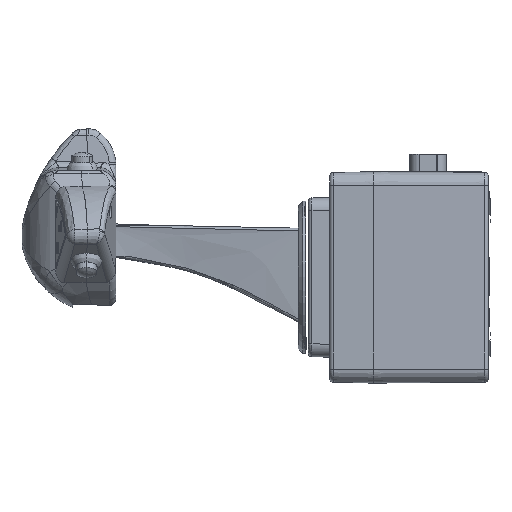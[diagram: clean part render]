
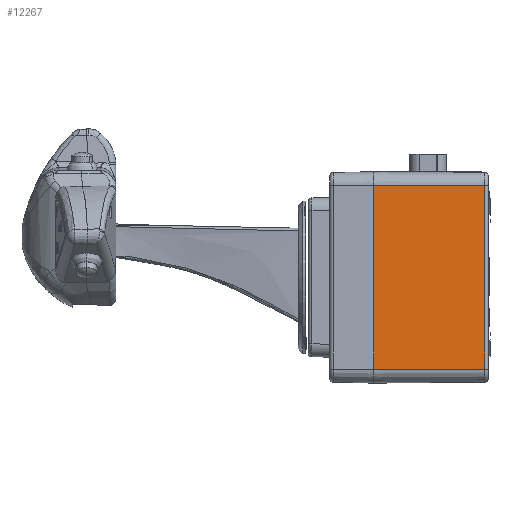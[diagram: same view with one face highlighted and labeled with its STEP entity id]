
A CAD part, left-side view. The second image highlights one B-rep face of the part: STEP entity #12267.
In plain terms, the highlighted planar face has unit normal (-1, -0.008, 0).
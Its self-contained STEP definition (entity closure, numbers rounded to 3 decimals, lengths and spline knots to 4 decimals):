
#6263=DIRECTION('',(0.,0.,-1.));
#6264=VECTOR('',#6263,4.0946);
#6265=CARTESIAN_POINT('',(-2.3818,-2.4809,2.0473));
#6266=LINE('',#6265,#6264);
#7050=DIRECTION('',(-0.008,1.,0.));
#7051=VECTOR('',#7050,2.481);
#7052=CARTESIAN_POINT('',(-2.3818,-2.4809,-2.0473));
#7053=LINE('',#7052,#7051);
#7054=DIRECTION('',(0.,0.,1.));
#7055=VECTOR('',#7054,4.0946);
#7056=CARTESIAN_POINT('',(-2.4016,0.,-2.0473));
#7057=LINE('',#7056,#7055);
#7058=DIRECTION('',(0.008,-1.,0.));
#7059=VECTOR('',#7058,2.481);
#7060=CARTESIAN_POINT('',(-2.4016,0.,2.0473));
#7061=LINE('',#7060,#7059);
#8448=CARTESIAN_POINT('',(-2.3818,-2.4809,-2.0473));
#8449=VERTEX_POINT('',#8448);
#8456=CARTESIAN_POINT('',(-2.3818,-2.4809,2.0473));
#8457=VERTEX_POINT('',#8456);
#8628=CARTESIAN_POINT('',(-2.4016,0.,-2.0473));
#8629=VERTEX_POINT('',#8628);
#8630=CARTESIAN_POINT('',(-2.4016,0.,2.0473));
#8631=VERTEX_POINT('',#8630);
#12254=CARTESIAN_POINT('',(-2.4016,0.,-2.0473));
#12255=DIRECTION('',(-1.,-0.008,0.));
#12256=DIRECTION('',(0.,0.,-1.));
#12257=AXIS2_PLACEMENT_3D('',#12254,#12255,#12256);
#12258=PLANE('',#12257);
#12259=ORIENTED_EDGE('',*,*,#11454,.T.);
#12260=ORIENTED_EDGE('',*,*,#12242,.T.);
#12262=ORIENTED_EDGE('',*,*,#12261,.T.);
#12264=ORIENTED_EDGE('',*,*,#12263,.T.);
#12265=EDGE_LOOP('',(#12259,#12260,#12262,#12264));
#12266=FACE_OUTER_BOUND('',#12265,.F.);
#12267=ADVANCED_FACE('',(#12266),#12258,.T.);
#11454=EDGE_CURVE('',#8457,#8449,#6266,.T.);
#12242=EDGE_CURVE('',#8449,#8629,#7053,.T.);
#12261=EDGE_CURVE('',#8629,#8631,#7057,.T.);
#12263=EDGE_CURVE('',#8631,#8457,#7061,.T.);
